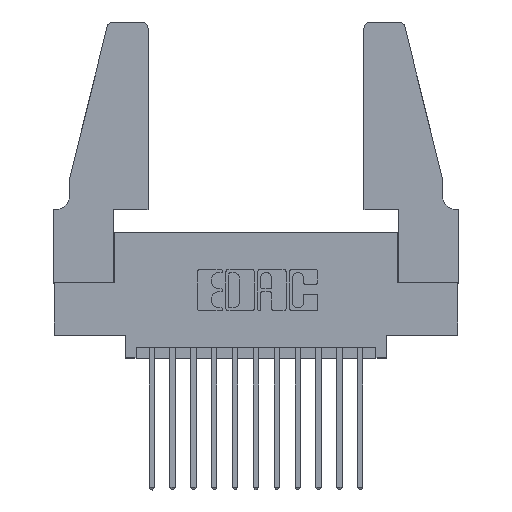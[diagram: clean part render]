
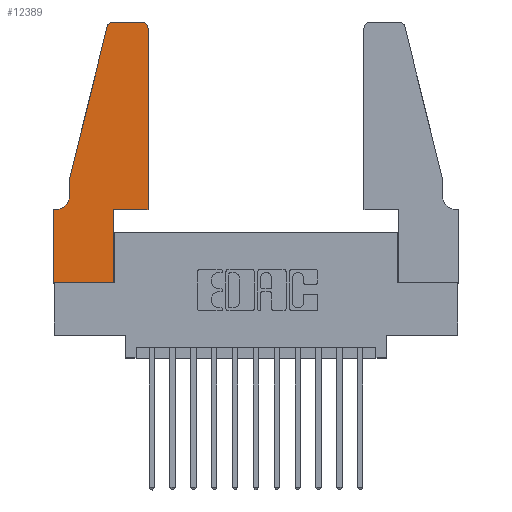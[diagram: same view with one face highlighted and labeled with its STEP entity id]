
A CAD part, top view. The second image highlights one B-rep face of the part: STEP entity #12389.
In plain terms, the highlighted planar face has unit normal (0, 0, 1).
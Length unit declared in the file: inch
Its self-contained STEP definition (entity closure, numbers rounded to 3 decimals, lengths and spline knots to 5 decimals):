
#70 = AXIS2_PLACEMENT_3D ( 'NONE', #6046, #3843, #14188 ) ;
#122 = EDGE_CURVE ( 'NONE', #1171, #12024, #3890, .T. ) ;
#238 = CARTESIAN_POINT ( 'NONE',  ( 0.4505, 0.35, 0.37 ) ) ;
#491 = CARTESIAN_POINT ( 'NONE',  ( 0.4505, 1.22, 0.37 ) ) ;
#776 = EDGE_CURVE ( 'NONE', #2277, #2892, #3309, .T. ) ;
#818 = DIRECTION ( 'NONE',  ( 0., 0., -1. ) ) ;
#965 = DIRECTION ( 'NONE',  ( 0., 0., 1. ) ) ;
#972 = CARTESIAN_POINT ( 'NONE',  ( 0.4505, 0.35, 0.37 ) ) ;
#1050 = LINE ( 'NONE', #238, #9434 ) ;
#1132 = VERTEX_POINT ( 'NONE', #11627 ) ;
#1171 = VERTEX_POINT ( 'NONE', #10258 ) ;
#1492 = DIRECTION ( 'NONE',  ( 1., 0., 0. ) ) ;
#1509 = CARTESIAN_POINT ( 'NONE',  ( 0.0755, 0.5, 0.37 ) ) ;
#1623 = EDGE_CURVE ( 'NONE', #2892, #1171, #6587, .T. ) ;
#1754 = ORIENTED_EDGE ( 'NONE', *, *, #3028, .T. ) ;
#1821 = DIRECTION ( 'NONE',  ( 0., -1., 0. ) ) ;
#1888 = DIRECTION ( 'NONE',  ( -1., 0., 0. ) ) ;
#1957 = VERTEX_POINT ( 'NONE', #972 ) ;
#2277 = VERTEX_POINT ( 'NONE', #491 ) ;
#2433 = CARTESIAN_POINT ( 'NONE',  ( 0.0755, 0.35, 0.37 ) ) ;
#2644 = DIRECTION ( 'NONE',  ( -1., 0., 0. ) ) ;
#2892 = VERTEX_POINT ( 'NONE', #6349 ) ;
#2933 = LINE ( 'NONE', #13214, #3289 ) ;
#3028 = EDGE_CURVE ( 'NONE', #4176, #5948, #13287, .T. ) ;
#3125 = CARTESIAN_POINT ( 'NONE',  ( 0., 0.35, 0.37 ) ) ;
#3149 = DIRECTION ( 'NONE',  ( -0.239, -0.971, 0. ) ) ;
#3167 = CARTESIAN_POINT ( 'NONE',  ( 0.25487, 1.22718, 0.37 ) ) ;
#3182 = DIRECTION ( 'NONE',  ( -1., 0., 0. ) ) ;
#3271 = VERTEX_POINT ( 'NONE', #5880 ) ;
#3289 = VECTOR ( 'NONE', #3149, 39.37008 ) ;
#3309 = CIRCLE ( 'NONE', #70, 0.03 ) ;
#3515 = ORIENTED_EDGE ( 'NONE', *, *, #122, .T. ) ;
#3808 = CARTESIAN_POINT ( 'NONE',  ( 0.0055, 0.35, 0.37 ) ) ;
#3843 = DIRECTION ( 'NONE',  ( 0., 0., 1. ) ) ;
#3890 = CIRCLE ( 'NONE', #8842, 0.03 ) ;
#3910 = EDGE_LOOP ( 'NONE', ( #7019, #3515, #8242, #13702, #1754, #5338, #3945, #8517, #14625, #8584, #8985, #14970 ) ) ;
#3945 = ORIENTED_EDGE ( 'NONE', *, *, #6160, .T. ) ;
#3969 = CARTESIAN_POINT ( 'NONE',  ( 0., 0., 0.37 ) ) ;
#4176 = VERTEX_POINT ( 'NONE', #4479 ) ;
#4388 = LINE ( 'NONE', #2433, #7122 ) ;
#4479 = CARTESIAN_POINT ( 'NONE',  ( 0.0755, 0.42, 0.37 ) ) ;
#5237 = DIRECTION ( 'NONE',  ( 0., 1., 0. ) ) ;
#5338 = ORIENTED_EDGE ( 'NONE', *, *, #12568, .T. ) ;
#5547 = AXIS2_PLACEMENT_3D ( 'NONE', #3125, #6809, #14862 ) ;
#5615 = CARTESIAN_POINT ( 'NONE',  ( 0.284, 1.22, 0.37 ) ) ;
#5880 = CARTESIAN_POINT ( 'NONE',  ( 0.2865, 0.35, 0.37 ) ) ;
#5948 = VERTEX_POINT ( 'NONE', #3808 ) ;
#6046 = CARTESIAN_POINT ( 'NONE',  ( 0.4205, 1.22, 0.37 ) ) ;
#6160 = EDGE_CURVE ( 'NONE', #13236, #1132, #6323, .T. ) ;
#6323 = LINE ( 'NONE', #3969, #12525 ) ;
#6349 = CARTESIAN_POINT ( 'NONE',  ( 0.4205, 1.25, 0.37 ) ) ;
#6587 = LINE ( 'NONE', #13555, #14609 ) ;
#6798 = LINE ( 'NONE', #12237, #9509 ) ;
#6809 = DIRECTION ( 'NONE',  ( 0., 0., 1. ) ) ;
#7019 = ORIENTED_EDGE ( 'NONE', *, *, #1623, .T. ) ;
#7070 = EDGE_CURVE ( 'NONE', #3271, #1957, #13775, .T. ) ;
#7122 = VECTOR ( 'NONE', #2644, 39.37008 ) ;
#8242 = ORIENTED_EDGE ( 'NONE', *, *, #12224, .T. ) ;
#8373 = DIRECTION ( 'NONE',  ( 0., 1., 0. ) ) ;
#8375 = EDGE_CURVE ( 'NONE', #1132, #11679, #8625, .T. ) ;
#8489 = EDGE_CURVE ( 'NONE', #11679, #3271, #6798, .T. ) ;
#8517 = ORIENTED_EDGE ( 'NONE', *, *, #8375, .T. ) ;
#8584 = ORIENTED_EDGE ( 'NONE', *, *, #7070, .T. ) ;
#8625 = LINE ( 'NONE', #13412, #14267 ) ;
#8842 = AXIS2_PLACEMENT_3D ( 'NONE', #5615, #965, #10302 ) ;
#8985 = ORIENTED_EDGE ( 'NONE', *, *, #11223, .T. ) ;
#9434 = VECTOR ( 'NONE', #8373, 39.37008 ) ;
#9509 = VECTOR ( 'NONE', #5237, 39.37008 ) ;
#9658 = DIRECTION ( 'NONE',  ( 0., -1., 0. ) ) ;
#10060 = CARTESIAN_POINT ( 'NONE',  ( 0.0055, 0.42, 0.37 ) ) ;
#10258 = CARTESIAN_POINT ( 'NONE',  ( 0.284, 1.25, 0.37 ) ) ;
#10302 = DIRECTION ( 'NONE',  ( 1., 0., 0. ) ) ;
#11223 = EDGE_CURVE ( 'NONE', #1957, #2277, #1050, .T. ) ;
#11627 = CARTESIAN_POINT ( 'NONE',  ( 0., 0., 0.37 ) ) ;
#11679 = VERTEX_POINT ( 'NONE', #14150 ) ;
#12024 = VERTEX_POINT ( 'NONE', #3167 ) ;
#12043 = LINE ( 'NONE', #1509, #13310 ) ;
#12224 = EDGE_CURVE ( 'NONE', #12024, #13218, #2933, .T. ) ;
#12237 = CARTESIAN_POINT ( 'NONE',  ( 0.2865, 0.35, 0.37 ) ) ;
#12389 = ADVANCED_FACE ( 'NONE', ( #12590 ), #12607, .T. ) ;
#12525 = VECTOR ( 'NONE', #1821, 39.37008 ) ;
#12568 = EDGE_CURVE ( 'NONE', #5948, #13236, #4388, .T. ) ;
#12590 = FACE_OUTER_BOUND ( 'NONE', #3910, .T. ) ;
#12607 = PLANE ( 'NONE',  #5547 ) ;
#12791 = EDGE_CURVE ( 'NONE', #13218, #4176, #12043, .T. ) ;
#13214 = CARTESIAN_POINT ( 'NONE',  ( 0.0755, 0.5, 0.37 ) ) ;
#13218 = VERTEX_POINT ( 'NONE', #14498 ) ;
#13236 = VERTEX_POINT ( 'NONE', #14590 ) ;
#13287 = CIRCLE ( 'NONE', #14341, 0.07 ) ;
#13310 = VECTOR ( 'NONE', #9658, 39.37008 ) ;
#13407 = VECTOR ( 'NONE', #1492, 39.37008 ) ;
#13412 = CARTESIAN_POINT ( 'NONE',  ( 0., 0., 0.37 ) ) ;
#13555 = CARTESIAN_POINT ( 'NONE',  ( 0.2605, 1.25, 0.37 ) ) ;
#13702 = ORIENTED_EDGE ( 'NONE', *, *, #12791, .T. ) ;
#13775 = LINE ( 'NONE', #14448, #13407 ) ;
#14150 = CARTESIAN_POINT ( 'NONE',  ( 0.2865, 0., 0.37 ) ) ;
#14188 = DIRECTION ( 'NONE',  ( 1., 0., 0. ) ) ;
#14267 = VECTOR ( 'NONE', #14680, 39.37008 ) ;
#14341 = AXIS2_PLACEMENT_3D ( 'NONE', #10060, #818, #3182 ) ;
#14448 = CARTESIAN_POINT ( 'NONE',  ( 0.4505, 0.35, 0.37 ) ) ;
#14498 = CARTESIAN_POINT ( 'NONE',  ( 0.0755, 0.5, 0.37 ) ) ;
#14590 = CARTESIAN_POINT ( 'NONE',  ( 0., 0.35, 0.37 ) ) ;
#14609 = VECTOR ( 'NONE', #1888, 39.37008 ) ;
#14625 = ORIENTED_EDGE ( 'NONE', *, *, #8489, .T. ) ;
#14680 = DIRECTION ( 'NONE',  ( 1., 0., 0. ) ) ;
#14862 = DIRECTION ( 'NONE',  ( 1., 0., 0. ) ) ;
#14970 = ORIENTED_EDGE ( 'NONE', *, *, #776, .T. ) ;
